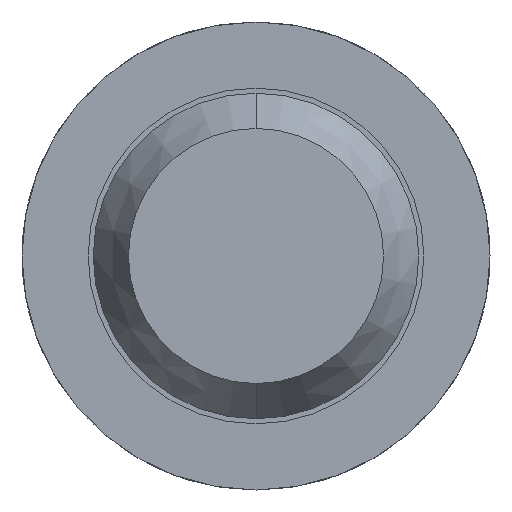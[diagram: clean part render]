
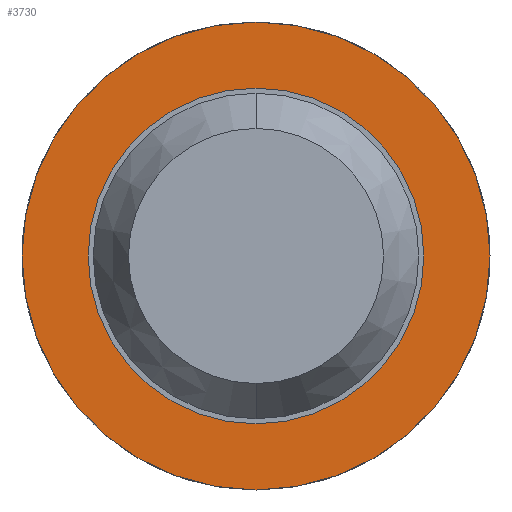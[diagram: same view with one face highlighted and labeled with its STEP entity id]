
A CAD part, front view. The second image highlights one B-rep face of the part: STEP entity #3730.
In plain terms, the highlighted planar face has unit normal (0, -1, 0).
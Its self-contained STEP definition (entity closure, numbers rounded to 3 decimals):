
#1 = DIRECTION ( 'NONE',  ( 0., 0., 1. ) ) ;
#25 = DIRECTION ( 'NONE',  ( 0., 0., 1. ) ) ;
#105 = DIRECTION ( 'NONE',  ( 0., 0., 1. ) ) ;
#172 = CIRCLE ( 'NONE', #3594, 1.15 ) ;
#403 = EDGE_CURVE ( 'Defeature ausgef�hrt2_8+Defeature ausgef�hrt2_7+Defeature ausgef�hrt2_7+Defeature ausgef�hrt2_7', #1523, #1639, #3952, .T. ) ;
#407 = CARTESIAN_POINT ( 'NONE',  ( 0., -1.7, 0. ) ) ;
#408 = EDGE_CURVE ( 'Defeature ausgef�hrt2_4+Defeature ausgef�hrt2_8+Defeature ausgef�hrt2_8+Defeature ausgef�hrt2_8', #1621, #2497, #172, .T. ) ;
#457 = CARTESIAN_POINT ( 'NONE',  ( 0., -1.7, -0.825 ) ) ;
#489 = CIRCLE ( 'NONE', #1018, 1.15 ) ;
#505 = CARTESIAN_POINT ( 'NONE',  ( 0., -1.7, 0. ) ) ;
#545 = AXIS2_PLACEMENT_3D ( 'NONE', #505, #3079, #105 ) ;
#597 = DIRECTION ( 'NONE',  ( 0., 1., 0. ) ) ;
#690 = CARTESIAN_POINT ( 'NONE',  ( 0., -1.7, -1.15 ) ) ;
#799 = ORIENTED_EDGE ( 'NONE', *, *, #408, .F. ) ;
#822 = CARTESIAN_POINT ( 'NONE',  ( 0., -1.7, 1.15 ) ) ;
#1018 = AXIS2_PLACEMENT_3D ( 'NONE', #2609, #3683, #1 ) ;
#1127 = AXIS2_PLACEMENT_3D ( 'NONE', #2780, #597, #3838 ) ;
#1441 = EDGE_CURVE ( 'Defeature ausgef�hrt2_4+Defeature ausgef�hrt2_8+Defeature ausgef�hrt2_8+Defeature ausgef�hrt2_8', #2497, #1621, #489, .T. ) ;
#1523 = VERTEX_POINT ( 'NONE', #457 ) ;
#1621 = VERTEX_POINT ( 'NONE', #822 ) ;
#1639 = VERTEX_POINT ( 'NONE', #3743 ) ;
#1838 = CARTESIAN_POINT ( 'NONE',  ( 0., -1.7, 0. ) ) ;
#2015 = EDGE_LOOP ( 'NONE', ( #4703, #2985 ) ) ;
#2216 = ORIENTED_EDGE ( 'NONE', *, *, #1441, .F. ) ;
#2422 = FACE_OUTER_BOUND ( 'NONE', #3229, .T. ) ;
#2497 = VERTEX_POINT ( 'NONE', #690 ) ;
#2589 = DIRECTION ( 'NONE',  ( 0., 0., 1. ) ) ;
#2609 = CARTESIAN_POINT ( 'NONE',  ( 0., -1.7, 0. ) ) ;
#2744 = PLANE ( 'NONE',  #1127 ) ;
#2780 = CARTESIAN_POINT ( 'NONE',  ( 0.825, -1.7, 0. ) ) ;
#2907 = AXIS2_PLACEMENT_3D ( 'NONE', #407, #4374, #25 ) ;
#2985 = ORIENTED_EDGE ( 'NONE', *, *, #403, .T. ) ;
#3079 = DIRECTION ( 'NONE',  ( 0., 1., 0. ) ) ;
#3229 = EDGE_LOOP ( 'NONE', ( #799, #2216 ) ) ;
#3318 = DIRECTION ( 'NONE',  ( 0., 1., 0. ) ) ;
#3594 = AXIS2_PLACEMENT_3D ( 'NONE', #1838, #3318, #2589 ) ;
#3683 = DIRECTION ( 'NONE',  ( 0., 1., 0. ) ) ;
#3730 = ADVANCED_FACE ( 'Defeature ausgef�hrt2_8', ( #2422, #4140 ), #2744, .F. ) ;
#3743 = CARTESIAN_POINT ( 'NONE',  ( 0., -1.7, 0.825 ) ) ;
#3838 = DIRECTION ( 'NONE',  ( 0., 0., 1. ) ) ;
#3952 = CIRCLE ( 'NONE', #2907, 0.825 ) ;
#4140 = FACE_BOUND ( 'NONE', #2015, .T. ) ;
#4141 = CIRCLE ( 'NONE', #545, 0.825 ) ;
#4374 = DIRECTION ( 'NONE',  ( 0., 1., 0. ) ) ;
#4602 = EDGE_CURVE ( 'Defeature ausgef�hrt2_8+Defeature ausgef�hrt2_7+Defeature ausgef�hrt2_7+Defeature ausgef�hrt2_7', #1639, #1523, #4141, .T. ) ;
#4703 = ORIENTED_EDGE ( 'NONE', *, *, #4602, .T. ) ;
